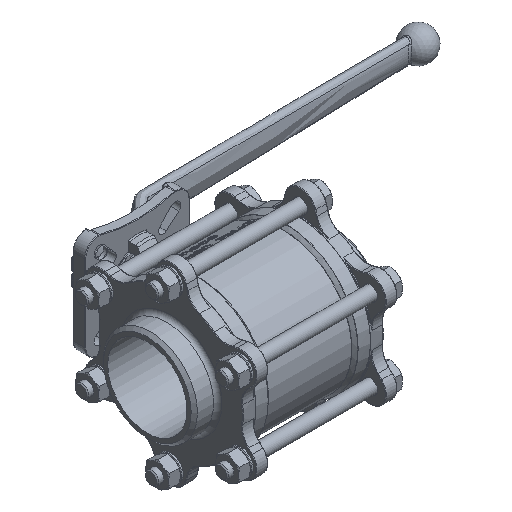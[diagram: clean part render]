
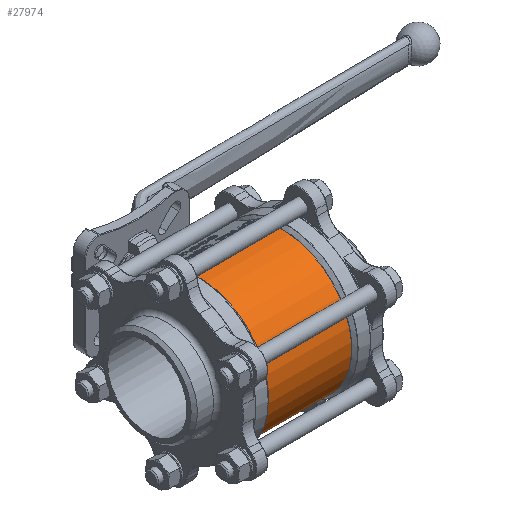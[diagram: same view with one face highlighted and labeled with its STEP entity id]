
A CAD part, isometric view. The second image highlights one B-rep face of the part: STEP entity #27974.
In plain terms, the highlighted cylindrical face has radius 66 mm (diameter 132 mm), a partial arc.
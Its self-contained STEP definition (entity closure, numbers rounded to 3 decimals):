
#13806 = EDGE_CURVE ( 'NONE', #35863, #35819, #71890, .T. ) ;
#13807 = EDGE_CURVE ( 'NONE', #35840, #35863, #31538, .T. ) ;
#13808 = EDGE_CURVE ( 'NONE', #35859, #35840, #71889, .T. ) ;
#13809 = EDGE_CURVE ( 'NONE', #35859, #35850, #33773, .T. ) ;
#13810 = EDGE_CURVE ( 'NONE', #35854, #35850, #71886, .T. ) ;
#13811 = EDGE_CURVE ( 'NONE', #35848, #35854, #31777, .T. ) ;
#13812 = EDGE_CURVE ( 'NONE', #35897, #35848, #71884, .T. ) ;
#13813 = EDGE_CURVE ( 'NONE', #35819, #35897, #33787, .T. ) ;
#27974 = ADVANCED_FACE ( 'NONE', ( #51437 ), #51435, .T. ) ;
#31450 = EDGE_LOOP ( 'NONE', ( #49383, #49268, #49608, #49495, #49144, #49360, #49510, #49398 ) ) ;
#31538 = CIRCLE ( 'NONE', #31716, 66. ) ;
#31716 = AXIS2_PLACEMENT_3D ( 'NONE', #33767, #33768, #33769 ) ;
#31761 = AXIS2_PLACEMENT_3D ( 'NONE', #33781, #33782, #33783 ) ;
#31770 = VECTOR ( 'NONE', #33789, 1000. ) ;
#31773 = VECTOR ( 'NONE', #33775, 1000. ) ;
#31777 = CIRCLE ( 'NONE', #31761, 66. ) ;
#33727 = CARTESIAN_POINT ( 'NONE',  ( 39.876, 16.109, 64.004 ) ) ;
#33758 = CARTESIAN_POINT ( 'NONE',  ( -39.876, 16.109, -64.004 ) ) ;
#33762 = CARTESIAN_POINT ( 'NONE',  ( -39.81, 16.147, -63.994 ) ) ;
#33763 = CARTESIAN_POINT ( 'NONE',  ( -39.734, 16.161, -63.991 ) ) ;
#33764 = CARTESIAN_POINT ( 'NONE',  ( -39.658, 16.161, -63.991 ) ) ;
#33765 = CARTESIAN_POINT ( 'NONE',  ( -39.658, 16.161, 63.991 ) ) ;
#33766 = CARTESIAN_POINT ( 'NONE',  ( -39.734, 16.161, 63.991 ) ) ;
#33767 = CARTESIAN_POINT ( 'NONE',  ( -39.876, 0., 0. ) ) ;
#33768 = DIRECTION ( 'NONE',  ( 1., 0., 0. ) ) ;
#33769 = DIRECTION ( 'NONE',  ( 0., 0., -1. ) ) ;
#33770 = CARTESIAN_POINT ( 'NONE',  ( 39.81, 16.147, 63.994 ) ) ;
#33771 = CARTESIAN_POINT ( 'NONE',  ( -39.81, 16.146, 63.994 ) ) ;
#33772 = CARTESIAN_POINT ( 'NONE',  ( -39.876, 16.109, 64.004 ) ) ;
#33773 = LINE ( 'NONE', #33774, #31773 ) ;
#33774 = CARTESIAN_POINT ( 'NONE',  ( 43., 16.161, 63.991 ) ) ;
#33775 = DIRECTION ( 'NONE',  ( 1., 0., 0. ) ) ;
#33777 = CARTESIAN_POINT ( 'NONE',  ( 39.734, 16.161, 63.991 ) ) ;
#33778 = CARTESIAN_POINT ( 'NONE',  ( 39.658, 16.161, 63.991 ) ) ;
#33779 = CARTESIAN_POINT ( 'NONE',  ( 39.658, 16.161, -63.991 ) ) ;
#33780 = CARTESIAN_POINT ( 'NONE',  ( 39.734, 16.161, -63.991 ) ) ;
#33781 = CARTESIAN_POINT ( 'NONE',  ( 39.876, 0., 0. ) ) ;
#33782 = DIRECTION ( 'NONE',  ( -1., 0., 0. ) ) ;
#33783 = DIRECTION ( 'NONE',  ( 0., 0., 1. ) ) ;
#33785 = CARTESIAN_POINT ( 'NONE',  ( 39.81, 16.146, -63.994 ) ) ;
#33786 = CARTESIAN_POINT ( 'NONE',  ( 39.876, 16.109, -64.004 ) ) ;
#33787 = LINE ( 'NONE', #33788, #31770 ) ;
#33788 = CARTESIAN_POINT ( 'NONE',  ( 43., 16.161, -63.991 ) ) ;
#33789 = DIRECTION ( 'NONE',  ( 1., 0., 0. ) ) ;
#35819 = VERTEX_POINT ( 'NONE', #42304 ) ;
#35840 = VERTEX_POINT ( 'NONE', #42312 ) ;
#35848 = VERTEX_POINT ( 'NONE', #42316 ) ;
#35850 = VERTEX_POINT ( 'NONE', #42318 ) ;
#35854 = VERTEX_POINT ( 'NONE', #42319 ) ;
#35859 = VERTEX_POINT ( 'NONE', #42322 ) ;
#35863 = VERTEX_POINT ( 'NONE', #42324 ) ;
#35897 = VERTEX_POINT ( 'NONE', #42348 ) ;
#42304 = CARTESIAN_POINT ( 'NONE',  ( -39.658, 16.161, -63.991 ) ) ;
#42312 = CARTESIAN_POINT ( 'NONE',  ( -39.876, 16.109, 64.004 ) ) ;
#42316 = CARTESIAN_POINT ( 'NONE',  ( 39.876, 16.109, -64.004 ) ) ;
#42318 = CARTESIAN_POINT ( 'NONE',  ( 39.658, 16.161, 63.991 ) ) ;
#42319 = CARTESIAN_POINT ( 'NONE',  ( 39.876, 16.109, 64.004 ) ) ;
#42322 = CARTESIAN_POINT ( 'NONE',  ( -39.658, 16.161, 63.991 ) ) ;
#42324 = CARTESIAN_POINT ( 'NONE',  ( -39.876, 16.109, -64.004 ) ) ;
#42348 = CARTESIAN_POINT ( 'NONE',  ( 39.658, 16.161, -63.991 ) ) ;
#49144 = ORIENTED_EDGE ( 'NONE', *, *, #13809, .F. ) ;
#49268 = ORIENTED_EDGE ( 'NONE', *, *, #13812, .T. ) ;
#49360 = ORIENTED_EDGE ( 'NONE', *, *, #13808, .T. ) ;
#49383 = ORIENTED_EDGE ( 'NONE', *, *, #13813, .T. ) ;
#49398 = ORIENTED_EDGE ( 'NONE', *, *, #13806, .T. ) ;
#49495 = ORIENTED_EDGE ( 'NONE', *, *, #13810, .T. ) ;
#49510 = ORIENTED_EDGE ( 'NONE', *, *, #13807, .T. ) ;
#49608 = ORIENTED_EDGE ( 'NONE', *, *, #13811, .T. ) ;
#51435 = CYLINDRICAL_SURFACE ( 'NONE', #77437, 66. ) ;
#51437 = FACE_OUTER_BOUND ( 'NONE', #31450, .T. ) ;
#51440 = CARTESIAN_POINT ( 'NONE',  ( 43., 0., 0. ) ) ;
#51466 = DIRECTION ( 'NONE',  ( -1., 0., 0. ) ) ;
#51468 = DIRECTION ( 'NONE',  ( 0., 0., 1. ) ) ;
#71884 = B_SPLINE_CURVE_WITH_KNOTS ( 'NONE', 3,
 ( #33779, #33780, #33785, #33786 ),
 .UNSPECIFIED., .F., .F.,
 ( 4, 4 ),
 ( 0., 0. ),
 .UNSPECIFIED. ) ;
#71886 = B_SPLINE_CURVE_WITH_KNOTS ( 'NONE', 3,
 ( #33727, #33770, #33777, #33778 ),
 .UNSPECIFIED., .F., .F.,
 ( 4, 4 ),
 ( 0., 0. ),
 .UNSPECIFIED. ) ;
#71889 = B_SPLINE_CURVE_WITH_KNOTS ( 'NONE', 3,
 ( #33765, #33766, #33771, #33772 ),
 .UNSPECIFIED., .F., .F.,
 ( 4, 4 ),
 ( 0., 0. ),
 .UNSPECIFIED. ) ;
#71890 = B_SPLINE_CURVE_WITH_KNOTS ( 'NONE', 3,
 ( #33758, #33762, #33763, #33764 ),
 .UNSPECIFIED., .F., .F.,
 ( 4, 4 ),
 ( 0., 0. ),
 .UNSPECIFIED. ) ;
#77437 = AXIS2_PLACEMENT_3D ( 'NONE', #51440, #51466, #51468 ) ;
